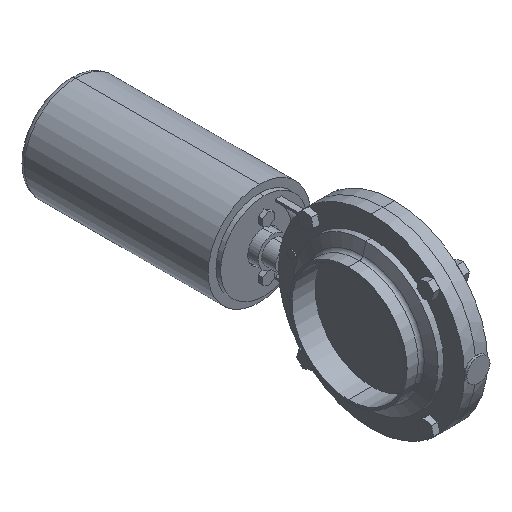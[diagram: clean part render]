
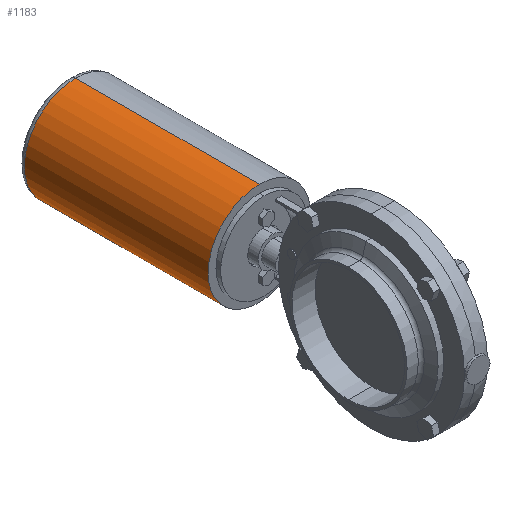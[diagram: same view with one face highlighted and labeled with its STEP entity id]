
A CAD part, isometric view. The second image highlights one B-rep face of the part: STEP entity #1183.
In plain terms, the highlighted cylindrical face has radius 44.25 mm (diameter 88.5 mm), a partial arc.
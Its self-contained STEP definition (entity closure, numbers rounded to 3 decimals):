
#49 = CARTESIAN_POINT ( 'NONE',  ( 0., 164., 0. ) ) ;
#63 = DIRECTION ( 'NONE',  ( 0., 0., -1. ) ) ;
#125 = AXIS2_PLACEMENT_3D ( 'NONE', #1219, #4313, #1467 ) ;
#247 = CARTESIAN_POINT ( 'NONE',  ( 0., 164., 44.25 ) ) ;
#404 = ORIENTED_EDGE ( 'NONE', *, *, #3070, .F. ) ;
#669 = LINE ( 'NONE', #1003, #2882 ) ;
#722 = VECTOR ( 'NONE', #4700, 1000. ) ;
#725 = VERTEX_POINT ( 'NONE', #1205 ) ;
#1003 = CARTESIAN_POINT ( 'NONE',  ( 0., 164., -44.25 ) ) ;
#1182 = CIRCLE ( 'NONE', #125, 44.25 ) ;
#1183 = ADVANCED_FACE ( 'NONE', ( #4159 ), #3085, .T. ) ;
#1205 = CARTESIAN_POINT ( 'NONE',  ( 0., 159., 44.25 ) ) ;
#1219 = CARTESIAN_POINT ( 'NONE',  ( 0., 159., 0. ) ) ;
#1380 = DIRECTION ( 'NONE',  ( 0., 1., 0. ) ) ;
#1393 = DIRECTION ( 'NONE',  ( 0., 0., 1. ) ) ;
#1467 = DIRECTION ( 'NONE',  ( 0., 0., 1. ) ) ;
#1794 = LINE ( 'NONE', #247, #722 ) ;
#1957 = EDGE_CURVE ( 'NONE', #3076, #3000, #669, .T. ) ;
#2321 = EDGE_CURVE ( 'NONE', #725, #3076, #1182, .T. ) ;
#2567 = CIRCLE ( 'NONE', #4364, 44.25 ) ;
#2882 = VECTOR ( 'NONE', #3492, 1000. ) ;
#3000 = VERTEX_POINT ( 'NONE', #3160 ) ;
#3061 = AXIS2_PLACEMENT_3D ( 'NONE', #49, #4074, #63 ) ;
#3070 = EDGE_CURVE ( 'NONE', #725, #4133, #1794, .T. ) ;
#3076 = VERTEX_POINT ( 'NONE', #3582 ) ;
#3085 = CYLINDRICAL_SURFACE ( 'NONE', #3061, 44.25 ) ;
#3160 = CARTESIAN_POINT ( 'NONE',  ( 0., 0., -44.25 ) ) ;
#3390 = CARTESIAN_POINT ( 'NONE',  ( 0., 0., 44.25 ) ) ;
#3492 = DIRECTION ( 'NONE',  ( 0., -1., 0. ) ) ;
#3582 = CARTESIAN_POINT ( 'NONE',  ( 0., 159., -44.25 ) ) ;
#3648 = ORIENTED_EDGE ( 'NONE', *, *, #1957, .T. ) ;
#4074 = DIRECTION ( 'NONE',  ( 0., -1., 0. ) ) ;
#4133 = VERTEX_POINT ( 'NONE', #3390 ) ;
#4159 = FACE_OUTER_BOUND ( 'NONE', #4389, .T. ) ;
#4181 = CARTESIAN_POINT ( 'NONE',  ( 0., 0., 0. ) ) ;
#4313 = DIRECTION ( 'NONE',  ( 0., -1., 0. ) ) ;
#4337 = ORIENTED_EDGE ( 'NONE', *, *, #4698, .T. ) ;
#4364 = AXIS2_PLACEMENT_3D ( 'NONE', #4181, #1380, #1393 ) ;
#4389 = EDGE_LOOP ( 'NONE', ( #404, #4392, #3648, #4337 ) ) ;
#4392 = ORIENTED_EDGE ( 'NONE', *, *, #2321, .T. ) ;
#4698 = EDGE_CURVE ( 'NONE', #3000, #4133, #2567, .T. ) ;
#4700 = DIRECTION ( 'NONE',  ( 0., -1., 0. ) ) ;
